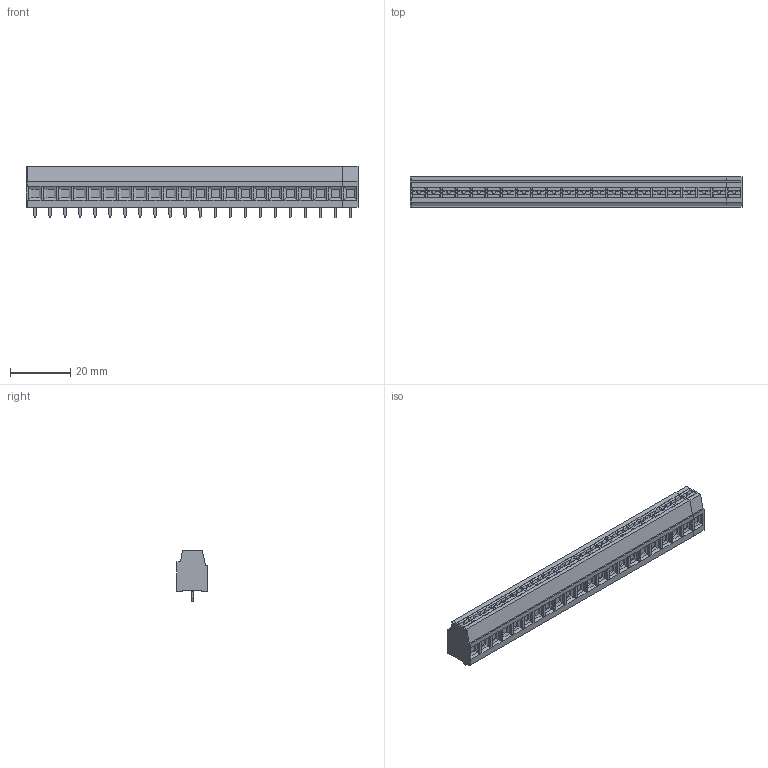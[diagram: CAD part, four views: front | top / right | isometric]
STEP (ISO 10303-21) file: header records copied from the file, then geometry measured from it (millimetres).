
FILE_DESCRIPTION(('CATIA V5 STEP Exchange','CAx-IF Rec.Pracs.--- Model Styling and Organization---1.4--- 2014-01-23'),'2;1');
FILE_NAME ('D1528715_0_2786750000_2786750000.stp','2022-04-26T14:07:21+00:00',('none'),('Weidmueller'),'CATIA Version 5-6 Release 2016 SP3 HF44','CATIA V5 STEP AP214','none');
FILE_SCHEMA(('AUTOMOTIVE_DESIGN { 1 0 10303 214 1 1 1 1 }'));
Products named in the file (1): 2786750000
Bounding box: 110.5 x 10 x 17.3 mm (x, y, z)
Volume: 13088.3 mm3; surface area: 8756.9 mm2
Topology: 47 solids, 92 shells, 2300 faces, 6272 edges, 4200 vertices
Faces by surface type: plane 2135, cylinder 153, cone 12
Entity records: 67129 total; most frequent: CARTESIAN_POINT 14581, ORIENTED_EDGE 12544, DIRECTION 7957, EDGE_CURVE 6272, VECTOR 5631, LINE 5631, VERTEX_POINT 4200, EDGE_LOOP 2388
